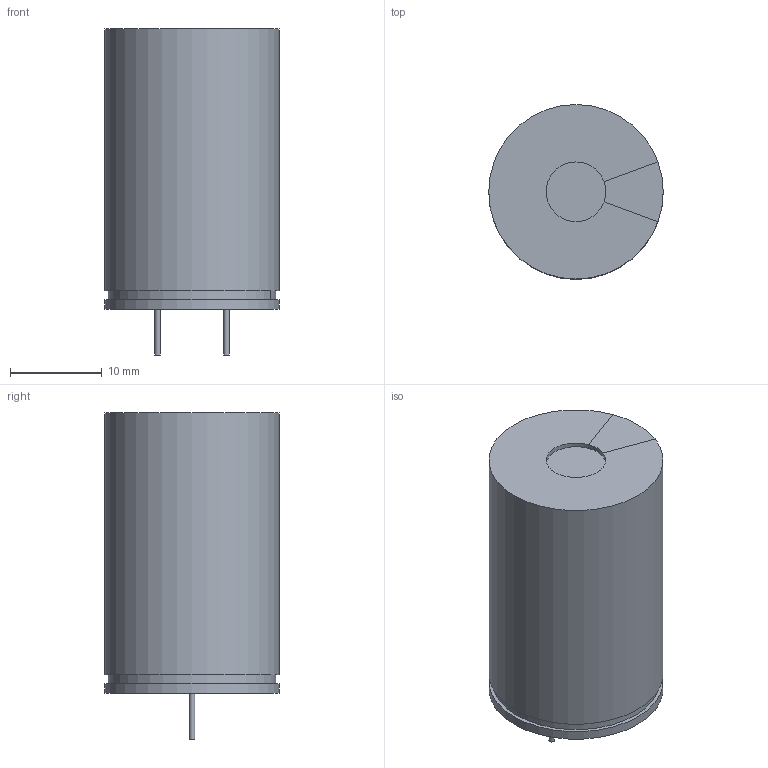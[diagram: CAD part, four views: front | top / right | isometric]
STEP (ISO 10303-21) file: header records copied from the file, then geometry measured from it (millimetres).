
FILE_DESCRIPTION(/* description */ (''),/* implementation_level */ '2;1');
FILE_NAME(/* name */ 'JRB18.step',/* time_stamp */ '2022-06-05T17:52:21+03:00',/* author */ (''),/* organization */ (''),/* preprocessor_version */ 'ST-DEVELOPER v19',/* originating_system */ 'Autodesk Translation Framework v11.7.0.108',/* authorisation */ '');
FILE_SCHEMA (('AUTOMOTIVE_DESIGN { 1 0 10303 214 3 1 1 }'));
Length unit declared in the file: millimetre
Products named in the file (1): JRB12.5/13
Bounding box: 19 x 19 x 35.5 mm (x, y, z)
Volume: 8609.6 mm3; surface area: 6358.9 mm2
Topology: 5 solids, 5 shells, 45 faces, 99 edges, 66 vertices
Faces by surface type: plane 26, cylinder 19
Full cylindrical faces by diameter (mm): 0.6 x2, 16.7 x1, 17.5 x2
Entity records: 1294 total; most frequent: DIRECTION 229, CARTESIAN_POINT 211, ORIENTED_EDGE 198, EDGE_CURVE 99, AXIS2_PLACEMENT_3D 84, VERTEX_POINT 66, LINE 61, VECTOR 61
